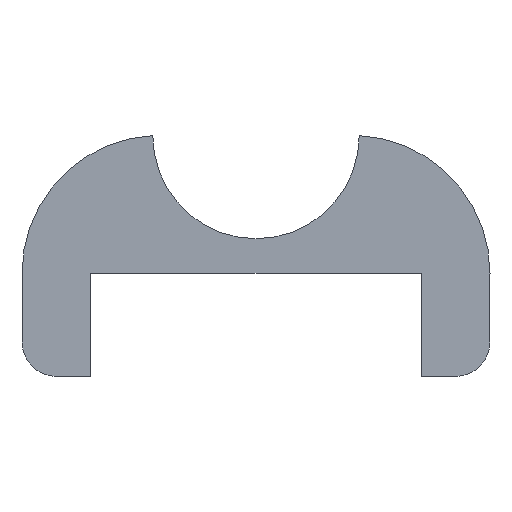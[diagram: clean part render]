
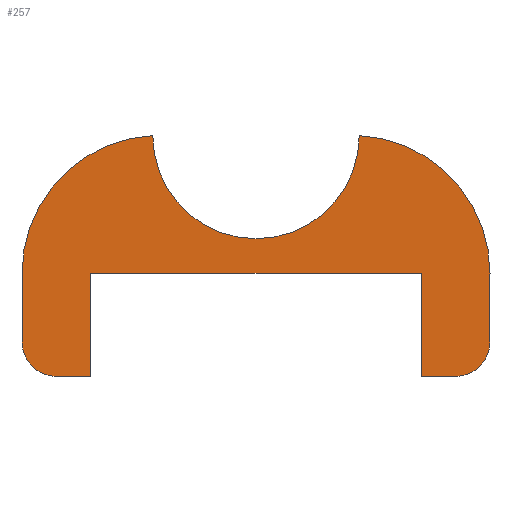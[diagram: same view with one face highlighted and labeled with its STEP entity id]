
A CAD part, front view. The second image highlights one B-rep face of the part: STEP entity #257.
In plain terms, the highlighted planar face has unit normal (0, -1, 0).
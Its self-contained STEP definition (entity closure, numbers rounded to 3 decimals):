
#16=CIRCLE('',#284,0.5);
#18=CIRCLE('',#288,2.);
#19=CIRCLE('',#290,1.5);
#20=CIRCLE('',#291,2.);
#21=CIRCLE('',#292,0.5);
#36=FACE_OUTER_BOUND('',#50,.T.);
#50=EDGE_LOOP('',(#194,#195,#196,#197,#198,#199,#200,#201,#202,#203,#204,
#205));
#60=LINE('',#387,#86);
#64=LINE('',#394,#90);
#67=LINE('',#400,#93);
#71=LINE('',#412,#97);
#73=LINE('',#425,#99);
#74=LINE('',#429,#100);
#75=LINE('',#430,#101);
#86=VECTOR('',#309,10.);
#90=VECTOR('',#315,10.);
#93=VECTOR('',#320,10.);
#97=VECTOR('',#332,10.);
#99=VECTOR('',#346,10.);
#100=VECTOR('',#349,10.);
#101=VECTOR('',#350,10.);
#112=VERTEX_POINT('',#384);
#113=VERTEX_POINT('',#386);
#115=VERTEX_POINT('',#392);
#117=VERTEX_POINT('',#398);
#119=VERTEX_POINT('',#404);
#121=VERTEX_POINT('',#410);
#123=VERTEX_POINT('',#416);
#124=VERTEX_POINT('',#420);
#125=VERTEX_POINT('',#422);
#126=VERTEX_POINT('',#424);
#127=VERTEX_POINT('',#426);
#128=VERTEX_POINT('',#428);
#136=EDGE_CURVE('',#112,#113,#60,.T.);
#140=EDGE_CURVE('',#115,#112,#64,.T.);
#143=EDGE_CURVE('',#117,#115,#67,.T.);
#146=EDGE_CURVE('',#119,#117,#16,.T.);
#149=EDGE_CURVE('',#121,#119,#71,.T.);
#152=EDGE_CURVE('',#123,#121,#18,.T.);
#153=EDGE_CURVE('',#124,#123,#19,.T.);
#154=EDGE_CURVE('',#125,#124,#20,.T.);
#155=EDGE_CURVE('',#126,#125,#73,.T.);
#156=EDGE_CURVE('',#127,#126,#21,.T.);
#157=EDGE_CURVE('',#128,#127,#74,.T.);
#158=EDGE_CURVE('',#113,#128,#75,.T.);
#194=ORIENTED_EDGE('',*,*,#136,.F.);
#195=ORIENTED_EDGE('',*,*,#140,.F.);
#196=ORIENTED_EDGE('',*,*,#143,.F.);
#197=ORIENTED_EDGE('',*,*,#146,.F.);
#198=ORIENTED_EDGE('',*,*,#149,.F.);
#199=ORIENTED_EDGE('',*,*,#152,.F.);
#200=ORIENTED_EDGE('',*,*,#153,.F.);
#201=ORIENTED_EDGE('',*,*,#154,.F.);
#202=ORIENTED_EDGE('',*,*,#155,.F.);
#203=ORIENTED_EDGE('',*,*,#156,.F.);
#204=ORIENTED_EDGE('',*,*,#157,.F.);
#205=ORIENTED_EDGE('',*,*,#158,.F.);
#246=PLANE('',#289);
#257=ADVANCED_FACE('',(#36),#246,.T.);
#284=AXIS2_PLACEMENT_3D('',#406,#326,#327);
#288=AXIS2_PLACEMENT_3D('',#418,#338,#339);
#289=AXIS2_PLACEMENT_3D('',#419,#340,#341);
#290=AXIS2_PLACEMENT_3D('',#421,#342,#343);
#291=AXIS2_PLACEMENT_3D('',#423,#344,#345);
#292=AXIS2_PLACEMENT_3D('',#427,#347,#348);
#309=DIRECTION('',(-1.,0.,0.));
#315=DIRECTION('',(0.,0.,1.));
#320=DIRECTION('',(-1.,0.,0.));
#326=DIRECTION('center_axis',(0.,1.,0.));
#327=DIRECTION('ref_axis',(1.,0.,0.));
#332=DIRECTION('',(0.,0.,-1.));
#338=DIRECTION('center_axis',(0.,1.,0.));
#339=DIRECTION('ref_axis',(0.,0.,1.));
#340=DIRECTION('center_axis',(0.,-1.,0.));
#341=DIRECTION('ref_axis',(1.,0.,0.));
#342=DIRECTION('center_axis',(0.,-1.,0.));
#343=DIRECTION('ref_axis',(-1.,0.,0.));
#344=DIRECTION('center_axis',(0.,1.,0.));
#345=DIRECTION('ref_axis',(-1.,0.,0.));
#346=DIRECTION('',(0.,0.,1.));
#347=DIRECTION('center_axis',(0.,1.,0.));
#348=DIRECTION('ref_axis',(0.,0.,-1.));
#349=DIRECTION('',(-1.,0.,0.));
#350=DIRECTION('',(0.,0.,-1.));
#384=CARTESIAN_POINT('',(4.4,-351.,304.4));
#386=CARTESIAN_POINT('',(-0.4,-351.,304.4));
#387=CARTESIAN_POINT('',(0.8,-351.,304.4));
#392=CARTESIAN_POINT('',(4.4,-351.,302.9));
#394=CARTESIAN_POINT('',(4.4,-351.,304.524));
#398=CARTESIAN_POINT('',(4.9,-351.,302.9));
#400=CARTESIAN_POINT('',(3.2,-351.,302.9));
#404=CARTESIAN_POINT('',(5.4,-351.,303.4));
#406=CARTESIAN_POINT('Origin',(4.9,-351.,303.4));
#410=CARTESIAN_POINT('',(5.4,-351.,304.4));
#412=CARTESIAN_POINT('',(5.4,-351.,304.024));
#416=CARTESIAN_POINT('',(3.5,-351.,306.397));
#418=CARTESIAN_POINT('Origin',(3.4,-351.,304.4));
#419=CARTESIAN_POINT('Origin',(2.,-351.,304.649));
#420=CARTESIAN_POINT('',(0.5,-351.,306.397));
#421=CARTESIAN_POINT('Origin',(2.,-351.,306.4));
#422=CARTESIAN_POINT('',(-1.4,-351.,304.4));
#423=CARTESIAN_POINT('Origin',(0.6,-351.,304.4));
#424=CARTESIAN_POINT('',(-1.4,-351.,303.4));
#425=CARTESIAN_POINT('',(-1.4,-351.,304.524));
#426=CARTESIAN_POINT('',(-0.9,-351.,302.9));
#427=CARTESIAN_POINT('Origin',(-0.9,-351.,303.4));
#428=CARTESIAN_POINT('',(-0.4,-351.,302.9));
#429=CARTESIAN_POINT('',(0.55,-351.,302.9));
#430=CARTESIAN_POINT('',(-0.4,-351.,303.774));
